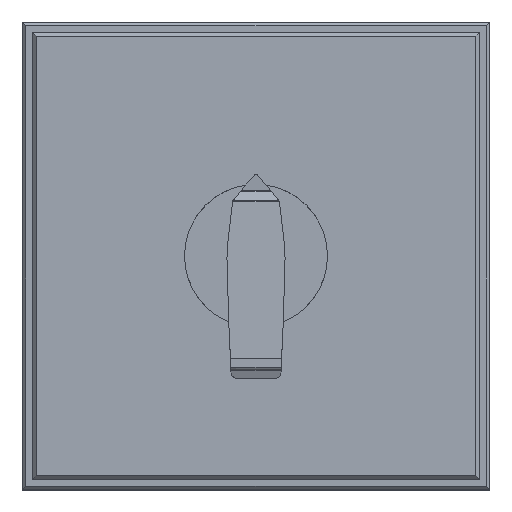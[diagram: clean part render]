
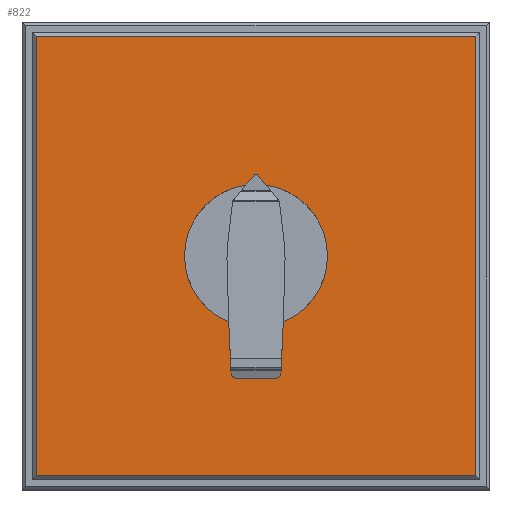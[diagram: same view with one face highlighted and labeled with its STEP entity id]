
A CAD part, top view. The second image highlights one B-rep face of the part: STEP entity #822.
In plain terms, the highlighted planar face has unit normal (0, 0, 1).
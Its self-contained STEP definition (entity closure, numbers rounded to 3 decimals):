
#742=CARTESIAN_POINT('',(-42.292,-42.292,134.71));
#743=VERTEX_POINT('',#742);
#744=CARTESIAN_POINT('',(-42.292,42.292,134.71));
#745=VERTEX_POINT('',#744);
#746=CARTESIAN_POINT('',(-42.292,-42.292,134.71));
#747=DIRECTION('',(0.0,1.0,0.0));
#748=VECTOR('',#747,84.583);
#749=LINE('',#746,#748);
#750=EDGE_CURVE('',#743,#745,#749,.T.);
#773=CARTESIAN_POINT('',(42.292,42.292,134.71));
#774=VERTEX_POINT('',#773);
#775=CARTESIAN_POINT('',(-42.292,42.292,134.71));
#776=DIRECTION('',(1.0,0.0,0.0));
#777=VECTOR('',#776,84.583);
#778=LINE('',#775,#777);
#779=EDGE_CURVE('',#745,#774,#778,.T.);
#799=CARTESIAN_POINT('',(12.5,12.5,134.71));
#800=DIRECTION('',(0.0,0.0,1.0));
#801=DIRECTION('',(1.0,0.0,0.0));
#802=AXIS2_PLACEMENT_3D('',#799,#800,#801);
#803=PLANE('',#802);
#804=CARTESIAN_POINT('',(42.292,-42.292,134.71));
#805=VERTEX_POINT('',#804);
#806=CARTESIAN_POINT('',(42.292,-42.292,134.71));
#807=DIRECTION('',(-1.0,0.0,0.0));
#808=VECTOR('',#807,84.583);
#809=LINE('',#806,#808);
#810=EDGE_CURVE('',#805,#743,#809,.T.);
#811=ORIENTED_EDGE('',*,*,#810,.F.);
#812=CARTESIAN_POINT('',(42.292,42.292,134.71));
#813=DIRECTION('',(0.0,-1.0,0.0));
#814=VECTOR('',#813,84.583);
#815=LINE('',#812,#814);
#816=EDGE_CURVE('',#774,#805,#815,.T.);
#817=ORIENTED_EDGE('',*,*,#816,.F.);
#818=ORIENTED_EDGE('',*,*,#779,.F.);
#819=ORIENTED_EDGE('',*,*,#750,.F.);
#820=EDGE_LOOP('',(#811,#817,#818,#819));
#821=FACE_OUTER_BOUND('',#820,.T.);
#822=ADVANCED_FACE('',(#821),#803,.T.);
